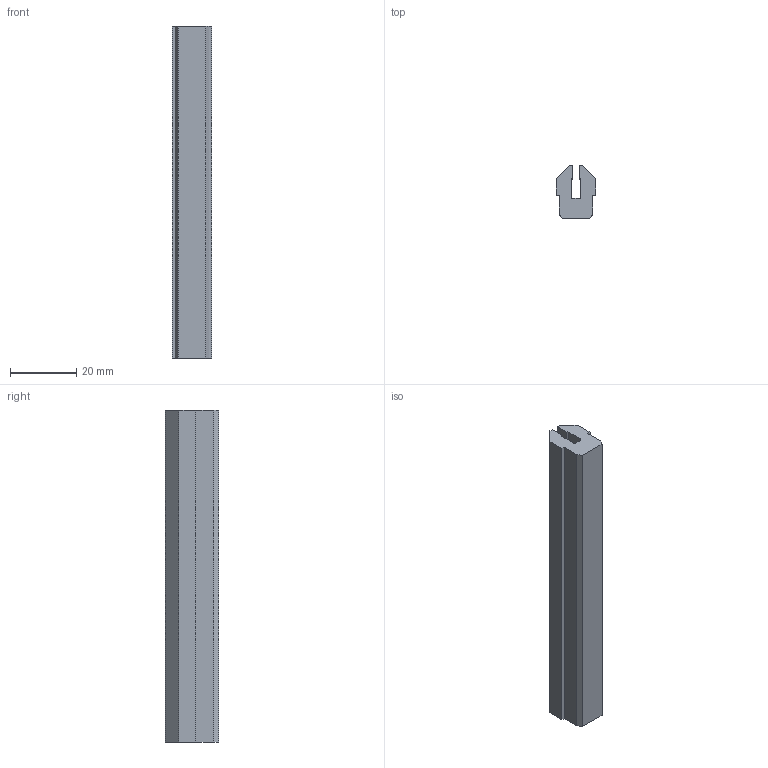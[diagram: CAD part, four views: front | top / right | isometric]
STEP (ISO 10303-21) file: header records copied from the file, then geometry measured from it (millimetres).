
FILE_DESCRIPTION(('Creo Elements/Direct Modeling STEP Export'),'2;1');
FILE_NAME('44.0320.4_Blecheinsteckprofil-MMS-44_2mm-schwarz.stp','2022-03-21T 9:01:44',(''),(''),'PTC Creo Elements/Direct Modeling STEP processor for AP214 (Solid Model)','PTC Creo Elements/Direct Modeling 19.0C 15-Aug-2015 (C) Parametric Technology GmbH','');
FILE_SCHEMA(('AUTOMOTIVE_DESIGN { 1 0 10303 214 1 1 1 1 }'));
Length unit declared in the file: millimetre
Products named in the file (2): Blecheinsteckprofil-MMS-44_2mm-schwarz_44.0320.4_PX175391
Assembly tree (1 placements, depth 2):
  Blecheinsteckprofil-MMS-44_2mm-schwarz_44.0320.4_PX175391
    Blecheinsteckprofil-MMS-44_2mm-schwarz_44.0320.4_PX175391
Bounding box: 12 x 16 x 100 mm (x, y, z)
Volume: 13540.6 mm3; surface area: 7389.5 mm2
Topology: 1 solids, 1 shells, 26 faces, 72 edges, 48 vertices
Faces by surface type: plane 22, cylinder 4
Entity records: 869 total; most frequent: CARTESIAN_POINT 148, ORIENTED_EDGE 144, DIRECTION 136, EDGE_CURVE 72, VECTOR 64, LINE 64, VERTEX_POINT 48, AXIS2_PLACEMENT_3D 36
